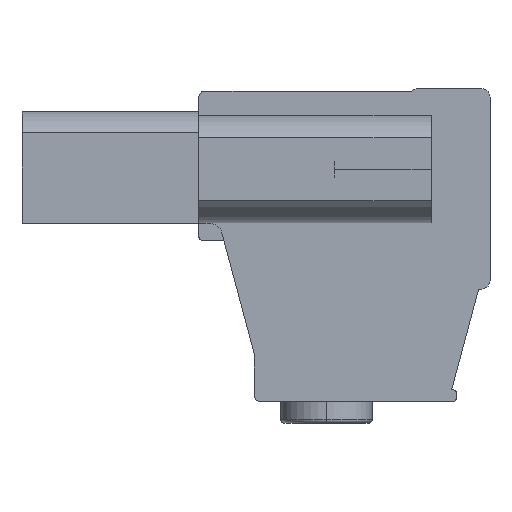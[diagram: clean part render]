
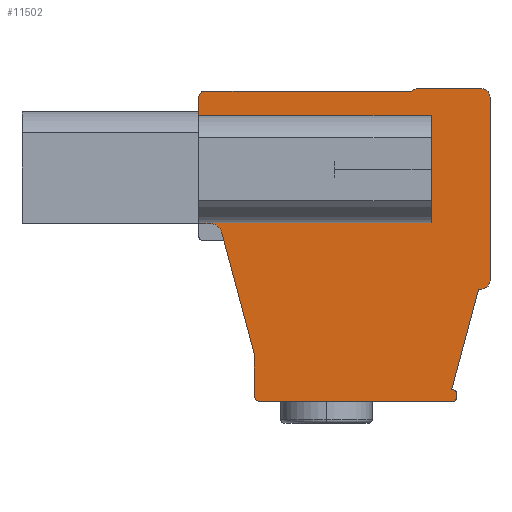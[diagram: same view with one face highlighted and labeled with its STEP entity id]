
A CAD part, front view. The second image highlights one B-rep face of the part: STEP entity #11502.
In plain terms, the highlighted planar face has unit normal (0, -1, 0).
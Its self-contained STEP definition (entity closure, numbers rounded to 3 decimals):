
#529=DIRECTION('',(0.,0.,-1.));
#530=VECTOR('',#529,1.55);
#531=CARTESIAN_POINT('',(0.,-91.28,5.8));
#532=LINE('',#531,#530);
#555=DIRECTION('',(0.,0.,-1.));
#556=VECTOR('',#555,0.05);
#557=CARTESIAN_POINT('',(0.,-91.28,-4.65));
#558=LINE('',#557,#556);
#1715=DIRECTION('',(0.,0.,-1.));
#1716=VECTOR('',#1715,1.);
#1717=CARTESIAN_POINT('',(19.3,-91.28,-3.65));
#1718=LINE('',#1717,#1716);
#1719=DIRECTION('',(-1.,0.,0.));
#1720=VECTOR('',#1719,13.2);
#1721=CARTESIAN_POINT('',(19.3,-91.28,3.25));
#1722=LINE('',#1721,#1720);
#1723=DIRECTION('',(0.,0.,-1.));
#1724=VECTOR('',#1723,1.);
#1725=CARTESIAN_POINT('',(19.3,-91.28,4.25));
#1726=LINE('',#1725,#1724);
#1727=DIRECTION('',(1.,0.,0.));
#1728=VECTOR('',#1727,19.3);
#1729=CARTESIAN_POINT('',(0.,-91.28,4.25));
#1730=LINE('',#1729,#1728);
#1731=CARTESIAN_POINT('',(0.5,-91.28,5.8));
#1732=DIRECTION('',(0.,1.,0.));
#1733=DIRECTION('',(-1.,0.,0.));
#1734=AXIS2_PLACEMENT_3D('',#1731,#1732,#1733);
#1736=DIRECTION('',(1.,0.,0.));
#1737=VECTOR('',#1736,17.204);
#1738=CARTESIAN_POINT('',(0.5,-91.28,6.3));
#1739=LINE('',#1738,#1737);
#1740=DIRECTION('',(0.866,0.,0.5));
#1741=VECTOR('',#1740,0.4);
#1742=CARTESIAN_POINT('',(17.704,-91.28,6.3));
#1743=LINE('',#1742,#1741);
#1744=DIRECTION('',(1.,0.,0.));
#1745=VECTOR('',#1744,5.45);
#1746=CARTESIAN_POINT('',(18.05,-91.28,6.5));
#1747=LINE('',#1746,#1745);
#1748=CARTESIAN_POINT('',(23.5,-91.28,5.8));
#1749=DIRECTION('',(0.,1.,0.));
#1750=DIRECTION('',(0.,0.,1.));
#1751=AXIS2_PLACEMENT_3D('',#1748,#1749,#1750);
#1753=CARTESIAN_POINT('',(23.5,-91.28,-9.45));
#1754=DIRECTION('',(0.,1.,0.));
#1755=DIRECTION('',(1.,0.,0.));
#1756=AXIS2_PLACEMENT_3D('',#1753,#1754,#1755);
#1758=DIRECTION('',(-1.,0.,0.));
#1759=VECTOR('',#1758,0.25);
#1760=CARTESIAN_POINT('',(23.5,-91.28,-10.15));
#1761=LINE('',#1760,#1759);
#1762=DIRECTION('',(-0.259,0.,-0.966));
#1763=VECTOR('',#1762,8.645);
#1764=CARTESIAN_POINT('',(23.25,-91.28,-10.15));
#1765=LINE('',#1764,#1763);
#1766=DIRECTION('',(1.,0.,0.));
#1767=VECTOR('',#1766,0.087);
#1768=CARTESIAN_POINT('',(21.013,-91.28,-18.5));
#1769=LINE('',#1768,#1767);
#1770=CARTESIAN_POINT('',(21.1,-91.28,-18.8));
#1771=DIRECTION('',(0.,1.,0.));
#1772=DIRECTION('',(0.,0.,1.));
#1773=AXIS2_PLACEMENT_3D('',#1770,#1771,#1772);
#1775=DIRECTION('',(0.,0.,-1.));
#1776=VECTOR('',#1775,0.4);
#1777=CARTESIAN_POINT('',(21.4,-91.28,-18.8));
#1778=LINE('',#1777,#1776);
#1779=CARTESIAN_POINT('',(21.1,-91.28,-19.2));
#1780=DIRECTION('',(0.,1.,0.));
#1781=DIRECTION('',(1.,0.,0.));
#1782=AXIS2_PLACEMENT_3D('',#1779,#1780,#1781);
#1784=DIRECTION('',(-1.,0.,0.));
#1785=VECTOR('',#1784,16.);
#1786=CARTESIAN_POINT('',(21.1,-91.28,-19.5));
#1787=LINE('',#1786,#1785);
#1788=CARTESIAN_POINT('',(5.1,-91.28,-19.));
#1789=DIRECTION('',(0.,1.,0.));
#1790=DIRECTION('',(0.,0.,-1.));
#1791=AXIS2_PLACEMENT_3D('',#1788,#1789,#1790);
#1793=DIRECTION('',(0.,0.,1.));
#1794=VECTOR('',#1793,3.478);
#1795=CARTESIAN_POINT('',(4.6,-91.28,-19.));
#1796=LINE('',#1795,#1794);
#1797=DIRECTION('',(-0.259,0.,0.966));
#1798=VECTOR('',#1797,10.436);
#1799=CARTESIAN_POINT('',(4.6,-91.28,-15.522));
#1800=LINE('',#1799,#1798);
#1801=CARTESIAN_POINT('',(0.933,-91.28,-5.7));
#1802=DIRECTION('',(0.,-1.,0.));
#1803=DIRECTION('',(0.966,0.,0.259));
#1804=AXIS2_PLACEMENT_3D('',#1801,#1802,#1803);
#1806=DIRECTION('',(-1.,0.,0.));
#1807=VECTOR('',#1806,0.933);
#1808=CARTESIAN_POINT('',(0.933,-91.28,-4.7));
#1809=LINE('',#1808,#1807);
#1810=DIRECTION('',(1.,0.,0.));
#1811=VECTOR('',#1810,19.3);
#1812=CARTESIAN_POINT('',(0.,-91.28,-4.65));
#1813=LINE('',#1812,#1811);
#2053=DIRECTION('',(-1.,0.,0.));
#2054=VECTOR('',#2053,13.2);
#2055=CARTESIAN_POINT('',(19.3,-91.28,-3.65));
#2056=LINE('',#2055,#2054);
#2078=DIRECTION('',(0.,0.,-1.));
#2079=VECTOR('',#2078,6.9);
#2080=CARTESIAN_POINT('',(6.1,-91.28,3.25));
#2081=LINE('',#2080,#2079);
#2118=DIRECTION('',(0.,0.,1.));
#2119=VECTOR('',#2118,15.25);
#2120=CARTESIAN_POINT('',(24.2,-91.28,-9.45));
#2121=LINE('',#2120,#2119);
#7758=CARTESIAN_POINT('',(24.2,-91.28,-9.45));
#7759=CARTESIAN_POINT('',(23.5,-91.28,-10.15));
#7760=VERTEX_POINT('',#7758);
#7761=VERTEX_POINT('',#7759);
#7762=CARTESIAN_POINT('',(23.25,-91.28,-10.15));
#7763=VERTEX_POINT('',#7762);
#7764=CARTESIAN_POINT('',(21.013,-91.28,-18.5));
#7765=VERTEX_POINT('',#7764);
#7766=CARTESIAN_POINT('',(21.1,-91.28,-18.5));
#7767=VERTEX_POINT('',#7766);
#7768=CARTESIAN_POINT('',(21.4,-91.28,-18.8));
#7769=VERTEX_POINT('',#7768);
#7770=CARTESIAN_POINT('',(21.4,-91.28,-19.2));
#7771=VERTEX_POINT('',#7770);
#7772=CARTESIAN_POINT('',(21.1,-91.28,-19.5));
#7773=VERTEX_POINT('',#7772);
#7774=CARTESIAN_POINT('',(5.1,-91.28,-19.5));
#7775=VERTEX_POINT('',#7774);
#7776=CARTESIAN_POINT('',(4.6,-91.28,-19.));
#7777=VERTEX_POINT('',#7776);
#7778=CARTESIAN_POINT('',(4.6,-91.28,-15.522));
#7779=VERTEX_POINT('',#7778);
#7780=CARTESIAN_POINT('',(1.899,-91.28,-5.441));
#7781=VERTEX_POINT('',#7780);
#7782=CARTESIAN_POINT('',(0.933,-91.28,-4.7));
#7783=VERTEX_POINT('',#7782);
#7784=CARTESIAN_POINT('',(0.,-91.28,5.8));
#7785=CARTESIAN_POINT('',(0.5,-91.28,6.3));
#7786=VERTEX_POINT('',#7784);
#7787=VERTEX_POINT('',#7785);
#7788=CARTESIAN_POINT('',(17.704,-91.28,6.3));
#7789=VERTEX_POINT('',#7788);
#7790=CARTESIAN_POINT('',(18.05,-91.28,6.5));
#7791=VERTEX_POINT('',#7790);
#7792=CARTESIAN_POINT('',(23.5,-91.28,6.5));
#7793=VERTEX_POINT('',#7792);
#7794=CARTESIAN_POINT('',(24.2,-91.28,5.8));
#7795=VERTEX_POINT('',#7794);
#7862=CARTESIAN_POINT('',(0.,-91.28,-4.7));
#7863=VERTEX_POINT('',#7862);
#9762=CARTESIAN_POINT('',(19.3,-91.28,-4.65));
#9763=VERTEX_POINT('',#9762);
#9764=CARTESIAN_POINT('',(19.3,-91.28,4.25));
#9765=VERTEX_POINT('',#9764);
#9766=CARTESIAN_POINT('',(0.,-91.28,-4.65));
#9767=VERTEX_POINT('',#9766);
#9768=CARTESIAN_POINT('',(0.,-91.28,4.25));
#9769=VERTEX_POINT('',#9768);
#9778=CARTESIAN_POINT('',(6.1,-91.28,-3.65));
#9780=VERTEX_POINT('',#9778);
#9784=CARTESIAN_POINT('',(6.1,-91.28,3.25));
#9785=VERTEX_POINT('',#9784);
#9786=CARTESIAN_POINT('',(19.3,-91.28,-3.65));
#9787=VERTEX_POINT('',#9786);
#9792=CARTESIAN_POINT('',(19.3,-91.28,3.25));
#9793=VERTEX_POINT('',#9792);
#11444=CARTESIAN_POINT('',(0.,-91.28,0.));
#11445=DIRECTION('',(0.,1.,0.));
#11446=DIRECTION('',(1.,0.,0.));
#11447=AXIS2_PLACEMENT_3D('',#11444,#11445,#11446);
#11448=PLANE('',#11447);
#11450=ORIENTED_EDGE('',*,*,#11449,.F.);
#11452=ORIENTED_EDGE('',*,*,#11451,.T.);
#11454=ORIENTED_EDGE('',*,*,#11453,.F.);
#11456=ORIENTED_EDGE('',*,*,#11455,.F.);
#11458=ORIENTED_EDGE('',*,*,#11457,.F.);
#11460=ORIENTED_EDGE('',*,*,#11459,.F.);
#11461=ORIENTED_EDGE('',*,*,#10484,.F.);
#11463=ORIENTED_EDGE('',*,*,#11462,.T.);
#11465=ORIENTED_EDGE('',*,*,#11464,.T.);
#11467=ORIENTED_EDGE('',*,*,#11466,.T.);
#11469=ORIENTED_EDGE('',*,*,#11468,.T.);
#11471=ORIENTED_EDGE('',*,*,#11470,.T.);
#11473=ORIENTED_EDGE('',*,*,#11472,.F.);
#11475=ORIENTED_EDGE('',*,*,#11474,.T.);
#11477=ORIENTED_EDGE('',*,*,#11476,.T.);
#11479=ORIENTED_EDGE('',*,*,#11478,.T.);
#11481=ORIENTED_EDGE('',*,*,#11480,.T.);
#11483=ORIENTED_EDGE('',*,*,#11482,.T.);
#11485=ORIENTED_EDGE('',*,*,#11484,.T.);
#11487=ORIENTED_EDGE('',*,*,#11486,.T.);
#11489=ORIENTED_EDGE('',*,*,#11488,.T.);
#11491=ORIENTED_EDGE('',*,*,#11490,.T.);
#11493=ORIENTED_EDGE('',*,*,#11492,.T.);
#11494=ORIENTED_EDGE('',*,*,#11350,.T.);
#11495=ORIENTED_EDGE('',*,*,#11414,.T.);
#11496=ORIENTED_EDGE('',*,*,#11140,.T.);
#11497=ORIENTED_EDGE('',*,*,#10496,.F.);
#11499=ORIENTED_EDGE('',*,*,#11498,.T.);
#11500=EDGE_LOOP('',(#11450,#11452,#11454,#11456,#11458,#11460,#11461,#11463,
#11465,#11467,#11469,#11471,#11473,#11475,#11477,#11479,#11481,#11483,#11485,
#11487,#11489,#11491,#11493,#11494,#11495,#11496,#11497,#11499));
#11501=FACE_OUTER_BOUND('',#11500,.F.);
#1735=CIRCLE('',#1734,0.5);
#1752=CIRCLE('',#1751,0.7);
#1757=CIRCLE('',#1756,0.7);
#1774=CIRCLE('',#1773,0.3);
#1783=CIRCLE('',#1782,0.3);
#1792=CIRCLE('',#1791,0.5);
#1805=CIRCLE('',#1804,1.);
#10484=EDGE_CURVE('',#7786,#9769,#532,.T.);
#10496=EDGE_CURVE('',#9767,#7863,#558,.T.);
#11140=EDGE_CURVE('',#7783,#7863,#1809,.T.);
#11350=EDGE_CURVE('',#7779,#7781,#1800,.T.);
#11414=EDGE_CURVE('',#7781,#7783,#1805,.T.);
#11449=EDGE_CURVE('',#9787,#9763,#1718,.T.);
#11451=EDGE_CURVE('',#9787,#9780,#2056,.T.);
#11453=EDGE_CURVE('',#9785,#9780,#2081,.T.);
#11455=EDGE_CURVE('',#9793,#9785,#1722,.T.);
#11457=EDGE_CURVE('',#9765,#9793,#1726,.T.);
#11459=EDGE_CURVE('',#9769,#9765,#1730,.T.);
#11462=EDGE_CURVE('',#7786,#7787,#1735,.T.);
#11464=EDGE_CURVE('',#7787,#7789,#1739,.T.);
#11466=EDGE_CURVE('',#7789,#7791,#1743,.T.);
#11468=EDGE_CURVE('',#7791,#7793,#1747,.T.);
#11470=EDGE_CURVE('',#7793,#7795,#1752,.T.);
#11472=EDGE_CURVE('',#7760,#7795,#2121,.T.);
#11474=EDGE_CURVE('',#7760,#7761,#1757,.T.);
#11476=EDGE_CURVE('',#7761,#7763,#1761,.T.);
#11478=EDGE_CURVE('',#7763,#7765,#1765,.T.);
#11480=EDGE_CURVE('',#7765,#7767,#1769,.T.);
#11482=EDGE_CURVE('',#7767,#7769,#1774,.T.);
#11484=EDGE_CURVE('',#7769,#7771,#1778,.T.);
#11486=EDGE_CURVE('',#7771,#7773,#1783,.T.);
#11488=EDGE_CURVE('',#7773,#7775,#1787,.T.);
#11490=EDGE_CURVE('',#7775,#7777,#1792,.T.);
#11492=EDGE_CURVE('',#7777,#7779,#1796,.T.);
#11498=EDGE_CURVE('',#9767,#9763,#1813,.T.);
#11502=ADVANCED_FACE('',(#11501),#11448,.F.);
